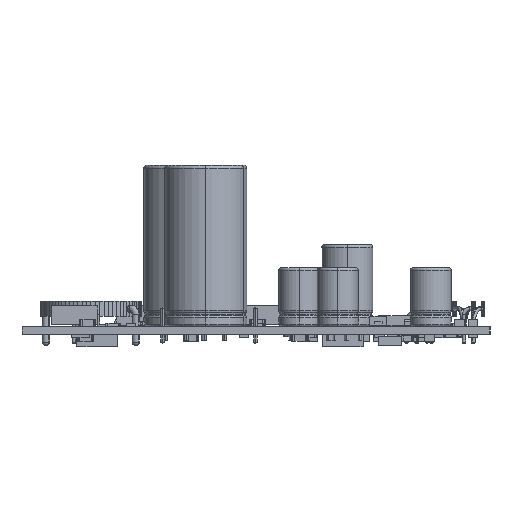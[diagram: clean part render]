
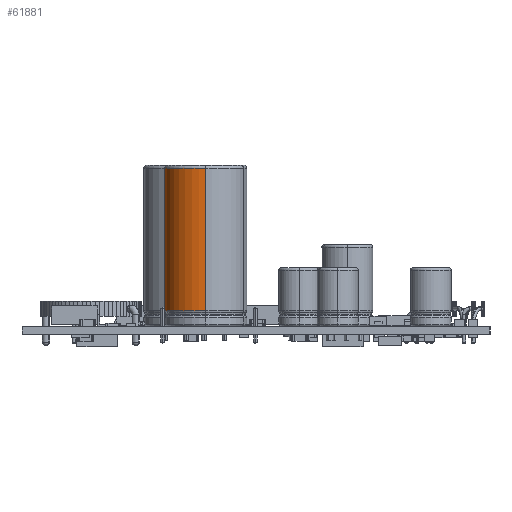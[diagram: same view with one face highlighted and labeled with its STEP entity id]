
A CAD part, left-side view. The second image highlights one B-rep face of the part: STEP entity #61881.
In plain terms, the highlighted cylindrical face has radius 8 mm (diameter 16 mm), a partial arc.
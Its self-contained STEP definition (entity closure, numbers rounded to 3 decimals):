
#61785 = VERTEX_POINT('',#61786);
#61786 = CARTESIAN_POINT('',(0.,31.,8.));
#61830 = VERTEX_POINT('',#61831);
#61831 = CARTESIAN_POINT('',(0.,31.,-8.));
#61838 = EDGE_CURVE('',#61785,#61830,#61839,.T.);
#61839 = CIRCLE('',#61840,8.);
#61840 = AXIS2_PLACEMENT_3D('',#61841,#61842,#61843);
#61841 = CARTESIAN_POINT('',(0.,31.,0.));
#61842 = DIRECTION('',(0.,-1.,0.));
#61843 = DIRECTION('',(0.,0.,-1.));
#61854 = EDGE_CURVE('',#61785,#61855,#61857,.T.);
#61855 = VERTEX_POINT('',#61856);
#61856 = CARTESIAN_POINT('',(0.,3.094,8.));
#61857 = LINE('',#61858,#61859);
#61858 = CARTESIAN_POINT('',(0.,0.,8.));
#61859 = VECTOR('',#61860,1.);
#61860 = DIRECTION('',(0.,-1.,0.));
#61881 = ADVANCED_FACE('',(#61882),#61901,.T.);
#61882 = FACE_BOUND('',#61883,.T.);
#61883 = EDGE_LOOP('',(#61884,#61885,#61886,#61894));
#61884 = ORIENTED_EDGE('',*,*,#61854,.F.);
#61885 = ORIENTED_EDGE('',*,*,#61838,.T.);
#61886 = ORIENTED_EDGE('',*,*,#61887,.T.);
#61887 = EDGE_CURVE('',#61830,#61888,#61890,.T.);
#61888 = VERTEX_POINT('',#61889);
#61889 = CARTESIAN_POINT('',(0.,3.094,-8.));
#61890 = LINE('',#61891,#61892);
#61891 = CARTESIAN_POINT('',(0.,0.,-8.));
#61892 = VECTOR('',#61893,1.);
#61893 = DIRECTION('',(0.,-1.,0.));
#61894 = ORIENTED_EDGE('',*,*,#61895,.F.);
#61895 = EDGE_CURVE('',#61855,#61888,#61896,.T.);
#61896 = CIRCLE('',#61897,8.);
#61897 = AXIS2_PLACEMENT_3D('',#61898,#61899,#61900);
#61898 = CARTESIAN_POINT('',(0.,3.094,0.));
#61899 = DIRECTION('',(0.,-1.,0.));
#61900 = DIRECTION('',(0.,0.,-1.));
#61901 = CYLINDRICAL_SURFACE('',#61902,8.);
#61902 = AXIS2_PLACEMENT_3D('',#61903,#61904,#61905);
#61903 = CARTESIAN_POINT('',(0.,0.,0.));
#61904 = DIRECTION('',(0.,-1.,0.));
#61905 = DIRECTION('',(0.,0.,-1.));
